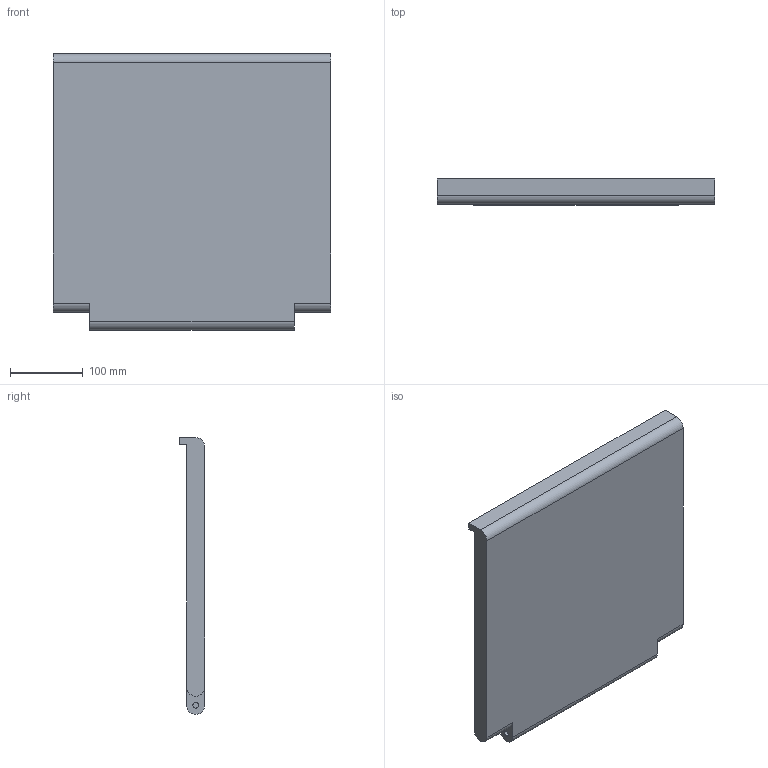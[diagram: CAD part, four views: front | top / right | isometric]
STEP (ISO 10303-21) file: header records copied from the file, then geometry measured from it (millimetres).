
FILE_DESCRIPTION(/* description */ (''),/* implementation_level */ '2;1');
FILE_NAME(/* name */ 'TAPA_ipt_424918ed.STEP',/* time_stamp */ '2022-05-09T12:02:06-05:00',/* author */ ('User'),/* organization */ (''),/* preprocessor_version */ 'ST-DEVELOPER v18',/* originating_system */ 'Autodesk Inventor 2020',/* authorisation */ '');
FILE_SCHEMA (('AUTOMOTIVE_DESIGN { 1 0 10303 214 3 1 1 }'));
Length unit declared in the file: millimetre
Products named in the file (1): TAPA
Bounding box: 380 x 35 x 379.39 mm (x, y, z)
Volume: 3539317.6 mm3; surface area: 323970.7 mm2
Topology: 1 solids, 1 shells, 17 faces, 43 edges, 30 vertices
Faces by surface type: plane 11, cylinder 6
Full cylindrical faces by diameter (mm): 7.5 x2
Entity records: 575 total; most frequent: DIRECTION 95, CARTESIAN_POINT 91, ORIENTED_EDGE 86, EDGE_CURVE 43, AXIS2_PLACEMENT_3D 34, VERTEX_POINT 30, LINE 27, VECTOR 27
